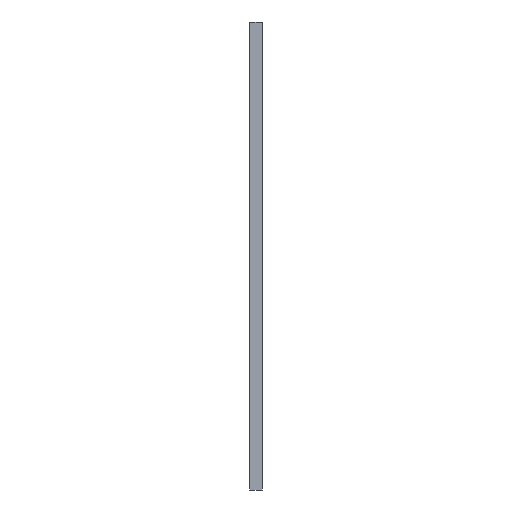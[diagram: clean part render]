
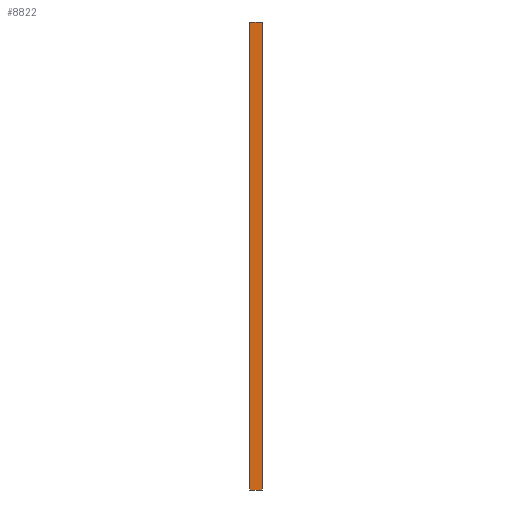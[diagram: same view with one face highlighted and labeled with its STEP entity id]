
A CAD part, left-side view. The second image highlights one B-rep face of the part: STEP entity #8822.
In plain terms, the highlighted planar face has unit normal (-1, 0, 0).
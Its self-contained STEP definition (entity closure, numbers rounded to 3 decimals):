
#18=LINE('',#14974,#30);
#19=LINE('',#14977,#31);
#20=LINE('',#14979,#32);
#21=LINE('',#14980,#33);
#30=VECTOR('',#12766,1.3);
#31=VECTOR('',#12769,50.);
#32=VECTOR('',#12770,50.);
#33=VECTOR('',#12771,1.3);
#40=PLANE('',#10138);
#1790=FACE_OUTER_BOUND('',#2668,.T.);
#2668=EDGE_LOOP('',(#7057,#7058,#7059,#7060));
#5289=VERTEX_POINT('',#14967);
#5292=VERTEX_POINT('',#14972);
#5293=VERTEX_POINT('',#14976);
#5294=VERTEX_POINT('',#14978);
#6172=EDGE_CURVE('',#5289,#5292,#18,.T.);
#6173=EDGE_CURVE('',#5293,#5289,#19,.T.);
#6174=EDGE_CURVE('',#5294,#5292,#20,.T.);
#6175=EDGE_CURVE('',#5293,#5294,#21,.T.);
#7057=ORIENTED_EDGE('',*,*,#6173,.T.);
#7058=ORIENTED_EDGE('',*,*,#6172,.T.);
#7059=ORIENTED_EDGE('',*,*,#6174,.F.);
#7060=ORIENTED_EDGE('',*,*,#6175,.F.);
#8822=ADVANCED_FACE('',(#1790),#40,.T.);
#10138=AXIS2_PLACEMENT_3D('',#14975,#12767,#12768);
#12766=DIRECTION('',(0.,1.,0.));
#12767=DIRECTION('center_axis',(-1.,0.,0.));
#12768=DIRECTION('ref_axis',(0.,0.,1.));
#12769=DIRECTION('',(0.,0.,1.));
#12770=DIRECTION('',(0.,0.,1.));
#12771=DIRECTION('',(0.,1.,0.));
#14967=CARTESIAN_POINT('',(-70.,0.,0.));
#14972=CARTESIAN_POINT('',(-70.,1.3,0.));
#14974=CARTESIAN_POINT('',(-70.,0.,0.));
#14975=CARTESIAN_POINT('Origin',(-70.,0.,-50.));
#14976=CARTESIAN_POINT('',(-70.,0.,-50.));
#14977=CARTESIAN_POINT('',(-70.,0.,-50.));
#14978=CARTESIAN_POINT('',(-70.,1.3,-50.));
#14979=CARTESIAN_POINT('',(-70.,1.3,-50.));
#14980=CARTESIAN_POINT('',(-70.,0.,-50.));
